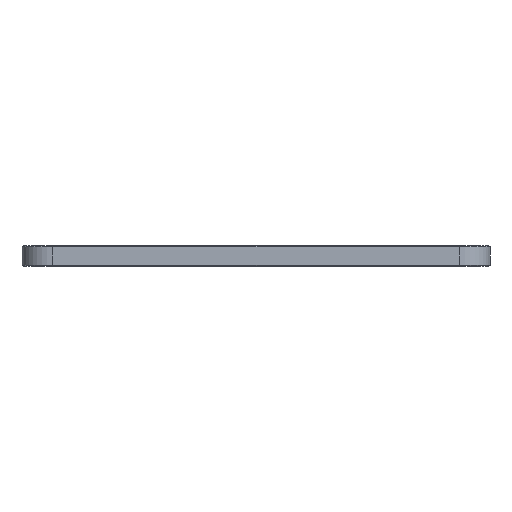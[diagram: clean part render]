
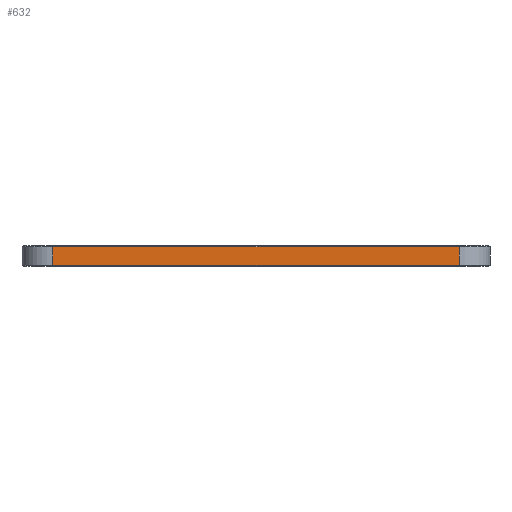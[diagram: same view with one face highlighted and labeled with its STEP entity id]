
A CAD part, left-side view. The second image highlights one B-rep face of the part: STEP entity #632.
In plain terms, the highlighted planar face has unit normal (-1, 0, 0).
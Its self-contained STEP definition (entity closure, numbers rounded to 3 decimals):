
#65 = CARTESIAN_POINT ( 'NONE',  ( -272., 200., 1. ) ) ;
#320 = ORIENTED_EDGE ( 'NONE', *, *, #1262, .T. ) ;
#421 = CARTESIAN_POINT ( 'NONE',  ( -272., -230., 20. ) ) ;
#558 = VECTOR ( 'NONE', #2635, 1000. ) ;
#632 = ADVANCED_FACE ( 'NONE', ( #3285 ), #921, .T. ) ;
#688 = VECTOR ( 'NONE', #3058, 1000. ) ;
#744 = CARTESIAN_POINT ( 'NONE',  ( -272., 200., 19. ) ) ;
#921 = PLANE ( 'NONE',  #4149 ) ;
#1003 = VERTEX_POINT ( 'NONE', #4825 ) ;
#1232 = VERTEX_POINT ( 'NONE', #65 ) ;
#1262 = EDGE_CURVE ( 'NONE', #2851, #1003, #5087, .T. ) ;
#1309 = CARTESIAN_POINT ( 'NONE',  ( -272., 200., 20. ) ) ;
#1484 = ORIENTED_EDGE ( 'NONE', *, *, #4785, .T. ) ;
#1680 = EDGE_LOOP ( 'NONE', ( #1484, #320, #4682, #2195 ) ) ;
#1702 = VECTOR ( 'NONE', #2700, 1000. ) ;
#1805 = DIRECTION ( 'NONE',  ( 0., 0., 1. ) ) ;
#2037 = LINE ( 'NONE', #5202, #5187 ) ;
#2096 = CARTESIAN_POINT ( 'NONE',  ( -272., -200., 20. ) ) ;
#2107 = CARTESIAN_POINT ( 'NONE',  ( -272., -200., 1. ) ) ;
#2195 = ORIENTED_EDGE ( 'NONE', *, *, #2871, .T. ) ;
#2202 = LINE ( 'NONE', #1309, #1702 ) ;
#2454 = EDGE_CURVE ( 'NONE', #1003, #1232, #2202, .T. ) ;
#2635 = DIRECTION ( 'NONE',  ( 0., 1., 0. ) ) ;
#2672 = DIRECTION ( 'NONE',  ( -1., 0., 0. ) ) ;
#2700 = DIRECTION ( 'NONE',  ( 0., 0., -1. ) ) ;
#2782 = LINE ( 'NONE', #2096, #688 ) ;
#2851 = VERTEX_POINT ( 'NONE', #3886 ) ;
#2871 = EDGE_CURVE ( 'NONE', #1232, #4209, #2037, .T. ) ;
#3058 = DIRECTION ( 'NONE',  ( 0., 0., 1. ) ) ;
#3285 = FACE_OUTER_BOUND ( 'NONE', #1680, .T. ) ;
#3864 = DIRECTION ( 'NONE',  ( 0., -1., 0. ) ) ;
#3886 = CARTESIAN_POINT ( 'NONE',  ( -272., -200., 19. ) ) ;
#4149 = AXIS2_PLACEMENT_3D ( 'NONE', #421, #2672, #1805 ) ;
#4209 = VERTEX_POINT ( 'NONE', #2107 ) ;
#4682 = ORIENTED_EDGE ( 'NONE', *, *, #2454, .T. ) ;
#4785 = EDGE_CURVE ( 'NONE', #4209, #2851, #2782, .T. ) ;
#4825 = CARTESIAN_POINT ( 'NONE',  ( -272., 200., 19. ) ) ;
#5087 = LINE ( 'NONE', #744, #558 ) ;
#5187 = VECTOR ( 'NONE', #3864, 1000. ) ;
#5202 = CARTESIAN_POINT ( 'NONE',  ( -272., -230., 1. ) ) ;
